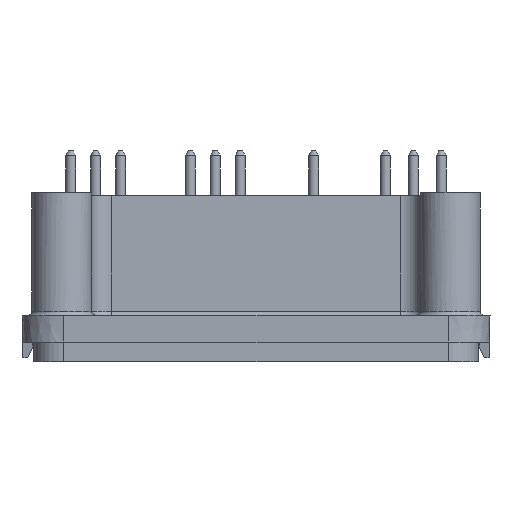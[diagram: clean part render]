
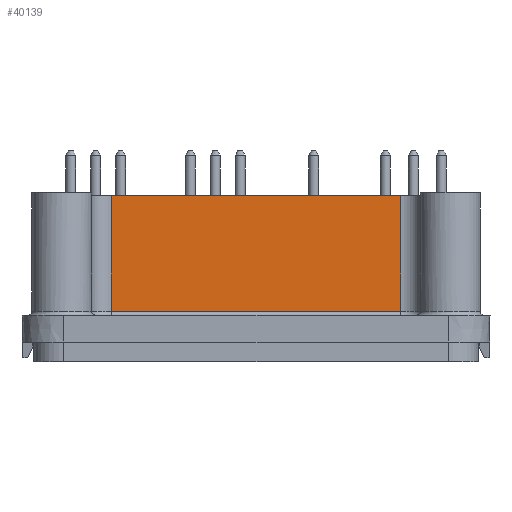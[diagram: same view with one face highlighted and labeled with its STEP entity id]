
A CAD part, left-side view. The second image highlights one B-rep face of the part: STEP entity #40139.
In plain terms, the highlighted planar face has unit normal (-1, 0, 0).
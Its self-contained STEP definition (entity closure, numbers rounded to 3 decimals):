
#2579=LINE('',#53395,#4203);
#2705=LINE('',#54334,#4329);
#2706=LINE('',#54346,#4330);
#2707=LINE('',#54348,#4331);
#4203=VECTOR('',#45463,1000.);
#4329=VECTOR('',#45727,1000.);
#4330=VECTOR('',#45744,1000.);
#4331=VECTOR('',#45745,1000.);
#6512=ORIENTED_EDGE('',*,*,#14634,.F.);
#6513=ORIENTED_EDGE('',*,*,#14400,.T.);
#6514=ORIENTED_EDGE('',*,*,#14640,.T.);
#6515=ORIENTED_EDGE('',*,*,#14641,.F.);
#14400=EDGE_CURVE('',#18481,#18480,#2579,.T.);
#14634=EDGE_CURVE('',#18481,#18678,#2705,.T.);
#14640=EDGE_CURVE('',#18480,#18681,#2706,.T.);
#14641=EDGE_CURVE('',#18678,#18681,#2707,.T.);
#18480=VERTEX_POINT('',#53394);
#18481=VERTEX_POINT('',#53396);
#18678=VERTEX_POINT('',#54335);
#18681=VERTEX_POINT('',#54347);
#22112=EDGE_LOOP('',(#6512,#6513,#6514,#6515));
#24418=FACE_BOUND('',#22112,.T.);
#26625=PLANE('',#42245);
#40139=ADVANCED_FACE('',(#24418),#26625,.F.);
#42245=AXIS2_PLACEMENT_3D('',#54345,#45742,#45743);
#45463=DIRECTION('',(0.,1.,0.));
#45727=DIRECTION('',(0.,0.,-1.));
#45742=DIRECTION('',(1.,0.,0.));
#45743=DIRECTION('',(0.,-1.,0.));
#45744=DIRECTION('',(0.,0.,-1.));
#45745=DIRECTION('',(0.,1.,0.));
#53394=CARTESIAN_POINT('',(-39.5,14.525,13.4));
#53395=CARTESIAN_POINT('',(-39.5,-22.5,13.4));
#53396=CARTESIAN_POINT('',(-39.5,-14.525,13.4));
#54334=CARTESIAN_POINT('',(-39.5,-14.525,61.53));
#54335=CARTESIAN_POINT('',(-39.5,-14.525,1.8));
#54345=CARTESIAN_POINT('',(-39.5,-22.5,61.53));
#54346=CARTESIAN_POINT('',(-39.5,14.525,61.53));
#54347=CARTESIAN_POINT('',(-39.5,14.525,1.8));
#54348=CARTESIAN_POINT('',(-39.5,-22.5,1.8));
